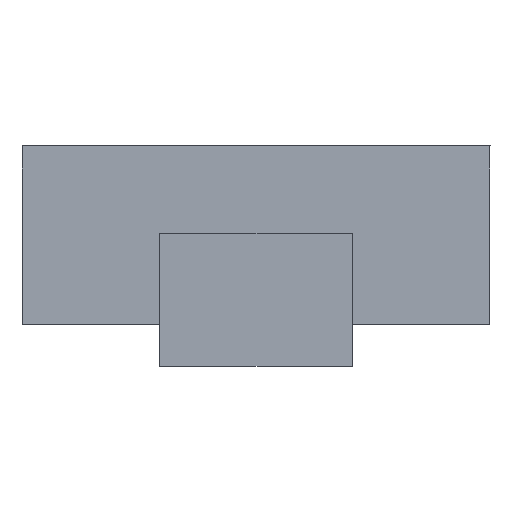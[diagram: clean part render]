
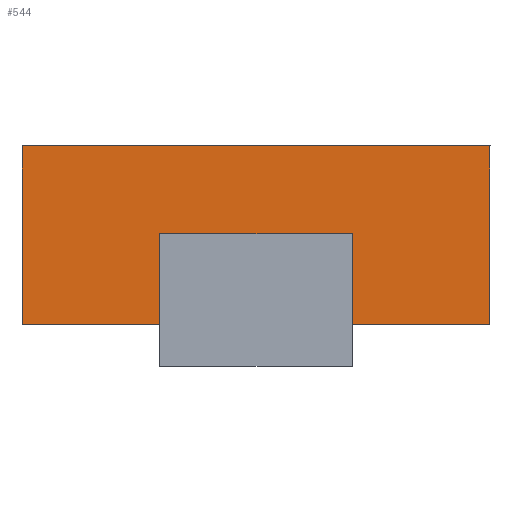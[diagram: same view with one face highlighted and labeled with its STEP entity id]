
A CAD part, left-side view. The second image highlights one B-rep face of the part: STEP entity #544.
In plain terms, the highlighted planar face has unit normal (-1, 0, 0).
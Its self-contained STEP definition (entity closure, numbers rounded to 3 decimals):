
#61=PLANE('',#621);
#88=FACE_OUTER_BOUND('',#135,.T.);
#135=EDGE_LOOP('',(#484,#485,#486,#487,#488,#489,#490,#491));
#167=LINE('',#885,#214);
#170=LINE('',#891,#217);
#173=LINE('',#897,#220);
#174=LINE('',#900,#221);
#179=LINE('',#909,#226);
#182=LINE('',#915,#229);
#183=LINE('',#918,#230);
#184=LINE('',#919,#231);
#214=VECTOR('',#739,10.);
#217=VECTOR('',#744,10.);
#220=VECTOR('',#749,10.);
#221=VECTOR('',#752,10.);
#226=VECTOR('',#759,10.);
#229=VECTOR('',#764,10.);
#230=VECTOR('',#767,10.);
#231=VECTOR('',#768,10.);
#287=VERTEX_POINT('',#878);
#290=VERTEX_POINT('',#883);
#292=VERTEX_POINT('',#888);
#294=VERTEX_POINT('',#895);
#295=VERTEX_POINT('',#899);
#297=VERTEX_POINT('',#905);
#299=VERTEX_POINT('',#911);
#301=VERTEX_POINT('',#917);
#351=EDGE_CURVE('',#287,#290,#167,.T.);
#354=EDGE_CURVE('',#292,#287,#170,.T.);
#357=EDGE_CURVE('',#294,#290,#173,.F.);
#358=EDGE_CURVE('',#292,#295,#174,.T.);
#363=EDGE_CURVE('',#295,#297,#179,.T.);
#366=EDGE_CURVE('',#299,#297,#182,.T.);
#367=EDGE_CURVE('',#301,#299,#183,.T.);
#368=EDGE_CURVE('',#301,#294,#184,.T.);
#484=ORIENTED_EDGE('',*,*,#367,.T.);
#485=ORIENTED_EDGE('',*,*,#366,.T.);
#486=ORIENTED_EDGE('',*,*,#363,.F.);
#487=ORIENTED_EDGE('',*,*,#358,.F.);
#488=ORIENTED_EDGE('',*,*,#354,.T.);
#489=ORIENTED_EDGE('',*,*,#351,.T.);
#490=ORIENTED_EDGE('',*,*,#357,.F.);
#491=ORIENTED_EDGE('',*,*,#368,.F.);
#544=ADVANCED_FACE('',(#88),#61,.T.);
#621=AXIS2_PLACEMENT_3D('',#916,#765,#766);
#739=DIRECTION('',(0.,0.,1.));
#744=DIRECTION('',(0.,-1.,0.));
#749=DIRECTION('',(0.,-1.,0.));
#752=DIRECTION('',(0.,0.,1.));
#759=DIRECTION('',(0.,-1.,0.));
#764=DIRECTION('',(0.,0.,1.));
#765=DIRECTION('center_axis',(-1.,0.,0.));
#766=DIRECTION('ref_axis',(0.,-1.,0.));
#767=DIRECTION('',(0.,-1.,0.));
#768=DIRECTION('',(0.,0.,1.));
#878=CARTESIAN_POINT('',(27.5,7.,1.5));
#883=CARTESIAN_POINT('',(27.5,7.,4.8));
#885=CARTESIAN_POINT('',(27.5,7.,1.5));
#888=CARTESIAN_POINT('',(27.5,12.,1.5));
#891=CARTESIAN_POINT('',(27.5,12.,1.5));
#895=CARTESIAN_POINT('',(27.5,0.,4.8));
#897=CARTESIAN_POINT('',(27.5,1.75,4.8));
#899=CARTESIAN_POINT('',(27.5,12.,8.));
#900=CARTESIAN_POINT('',(27.5,12.,6.3));
#905=CARTESIAN_POINT('',(27.5,-5.,8.));
#909=CARTESIAN_POINT('',(27.5,-5.,8.));
#911=CARTESIAN_POINT('',(27.5,-5.,1.5));
#915=CARTESIAN_POINT('',(27.5,-5.,1.5));
#916=CARTESIAN_POINT('Origin',(27.5,0.,1.5));
#917=CARTESIAN_POINT('',(27.5,0.,1.5));
#918=CARTESIAN_POINT('',(27.5,12.,1.5));
#919=CARTESIAN_POINT('',(27.5,0.,1.5));
